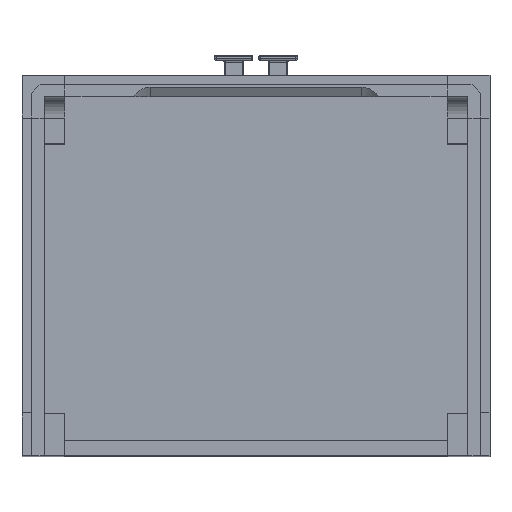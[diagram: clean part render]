
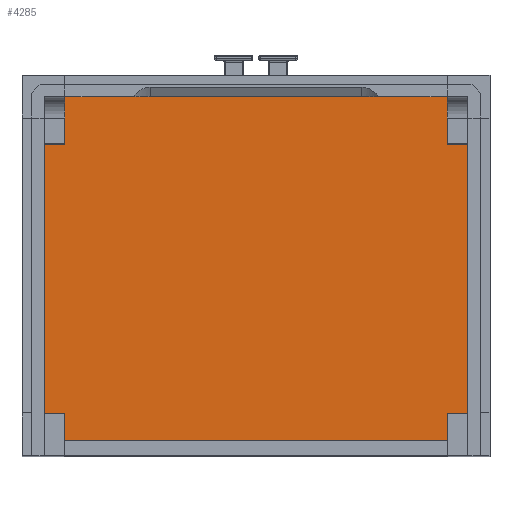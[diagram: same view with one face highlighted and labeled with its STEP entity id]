
A CAD part, top view. The second image highlights one B-rep face of the part: STEP entity #4285.
In plain terms, the highlighted planar face has unit normal (0, 0, 1).
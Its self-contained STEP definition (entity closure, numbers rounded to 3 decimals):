
#3970=DIRECTION('',(0.,1.,0.));
#3971=VECTOR('',#3970,50.);
#3972=CARTESIAN_POINT('',(-223.,-222.,8.));
#3973=LINE('',#3972,#3971);
#3974=DIRECTION('',(1.,0.,0.));
#3975=VECTOR('',#3974,24.);
#3976=CARTESIAN_POINT('',(-247.,-172.,8.));
#3977=LINE('',#3976,#3975);
#3978=DIRECTION('',(0.,-1.,0.));
#3979=VECTOR('',#3978,344.);
#3980=CARTESIAN_POINT('',(-247.,172.,8.));
#3981=LINE('',#3980,#3979);
#3982=DIRECTION('',(1.,0.,0.));
#3983=VECTOR('',#3982,24.);
#3984=CARTESIAN_POINT('',(-247.,172.,8.));
#3985=LINE('',#3984,#3983);
#3986=DIRECTION('',(0.,-1.,0.));
#3987=VECTOR('',#3986,32.);
#3988=CARTESIAN_POINT('',(-223.,204.,8.));
#3989=LINE('',#3988,#3987);
#3990=DIRECTION('',(-1.,0.,0.));
#3991=VECTOR('',#3990,446.);
#3992=CARTESIAN_POINT('',(223.,204.,8.));
#3993=LINE('',#3992,#3991);
#3994=DIRECTION('',(0.,-1.,0.));
#3995=VECTOR('',#3994,32.);
#3996=CARTESIAN_POINT('',(223.,204.,8.));
#3997=LINE('',#3996,#3995);
#3998=DIRECTION('',(-1.,0.,0.));
#3999=VECTOR('',#3998,24.);
#4000=CARTESIAN_POINT('',(247.,172.,8.));
#4001=LINE('',#4000,#3999);
#4002=DIRECTION('',(0.,1.,0.));
#4003=VECTOR('',#4002,344.);
#4004=CARTESIAN_POINT('',(247.,-172.,8.));
#4005=LINE('',#4004,#4003);
#4006=DIRECTION('',(-1.,0.,0.));
#4007=VECTOR('',#4006,24.);
#4008=CARTESIAN_POINT('',(247.,-172.,8.));
#4009=LINE('',#4008,#4007);
#4010=DIRECTION('',(0.,1.,0.));
#4011=VECTOR('',#4010,50.);
#4012=CARTESIAN_POINT('',(223.,-222.,8.));
#4013=LINE('',#4012,#4011);
#4014=DIRECTION('',(1.,0.,0.));
#4015=VECTOR('',#4014,446.);
#4016=CARTESIAN_POINT('',(-223.,-222.,8.));
#4017=LINE('',#4016,#4015);
#4038=CARTESIAN_POINT('',(-247.,-172.,8.));
#4039=CARTESIAN_POINT('',(-223.,-172.,8.));
#4040=VERTEX_POINT('',#4038);
#4041=VERTEX_POINT('',#4039);
#4042=CARTESIAN_POINT('',(247.,-172.,8.));
#4043=CARTESIAN_POINT('',(223.,-172.,8.));
#4044=VERTEX_POINT('',#4042);
#4045=VERTEX_POINT('',#4043);
#4046=CARTESIAN_POINT('',(-247.,172.,8.));
#4047=CARTESIAN_POINT('',(-223.,172.,8.));
#4048=VERTEX_POINT('',#4046);
#4049=VERTEX_POINT('',#4047);
#4050=CARTESIAN_POINT('',(-223.,204.,8.));
#4051=VERTEX_POINT('',#4050);
#4052=CARTESIAN_POINT('',(223.,204.,8.));
#4053=CARTESIAN_POINT('',(223.,172.,8.));
#4054=VERTEX_POINT('',#4052);
#4055=VERTEX_POINT('',#4053);
#4056=CARTESIAN_POINT('',(247.,172.,8.));
#4057=VERTEX_POINT('',#4056);
#4062=CARTESIAN_POINT('',(-223.,-222.,8.));
#4063=VERTEX_POINT('',#4062);
#4064=CARTESIAN_POINT('',(223.,-222.,8.));
#4065=VERTEX_POINT('',#4064);
#4266=CARTESIAN_POINT('',(0.,0.,8.));
#4267=DIRECTION('',(0.,0.,1.));
#4268=DIRECTION('',(1.,0.,0.));
#4269=AXIS2_PLACEMENT_3D('',#4266,#4267,#4268);
#4270=PLANE('',#4269);
#4271=ORIENTED_EDGE('',*,*,#4106,.T.);
#4272=ORIENTED_EDGE('',*,*,#4121,.F.);
#4273=ORIENTED_EDGE('',*,*,#4136,.F.);
#4274=ORIENTED_EDGE('',*,*,#4149,.T.);
#4275=ORIENTED_EDGE('',*,*,#4163,.F.);
#4276=ORIENTED_EDGE('',*,*,#4178,.F.);
#4277=ORIENTED_EDGE('',*,*,#4191,.T.);
#4278=ORIENTED_EDGE('',*,*,#4205,.F.);
#4279=ORIENTED_EDGE('',*,*,#4218,.F.);
#4280=ORIENTED_EDGE('',*,*,#4233,.T.);
#4281=ORIENTED_EDGE('',*,*,#4247,.F.);
#4282=ORIENTED_EDGE('',*,*,#4259,.F.);
#4283=EDGE_LOOP('',(#4271,#4272,#4273,#4274,#4275,#4276,#4277,#4278,#4279,#4280,
#4281,#4282));
#4284=FACE_OUTER_BOUND('',#4283,.F.);
#4285=ADVANCED_FACE('',(#4284),#4270,.T.);
#4106=EDGE_CURVE('',#4063,#4041,#3973,.T.);
#4121=EDGE_CURVE('',#4040,#4041,#3977,.T.);
#4136=EDGE_CURVE('',#4048,#4040,#3981,.T.);
#4149=EDGE_CURVE('',#4048,#4049,#3985,.T.);
#4163=EDGE_CURVE('',#4051,#4049,#3989,.T.);
#4178=EDGE_CURVE('',#4054,#4051,#3993,.T.);
#4191=EDGE_CURVE('',#4054,#4055,#3997,.T.);
#4205=EDGE_CURVE('',#4057,#4055,#4001,.T.);
#4218=EDGE_CURVE('',#4044,#4057,#4005,.T.);
#4233=EDGE_CURVE('',#4044,#4045,#4009,.T.);
#4247=EDGE_CURVE('',#4065,#4045,#4013,.T.);
#4259=EDGE_CURVE('',#4063,#4065,#4017,.T.);
